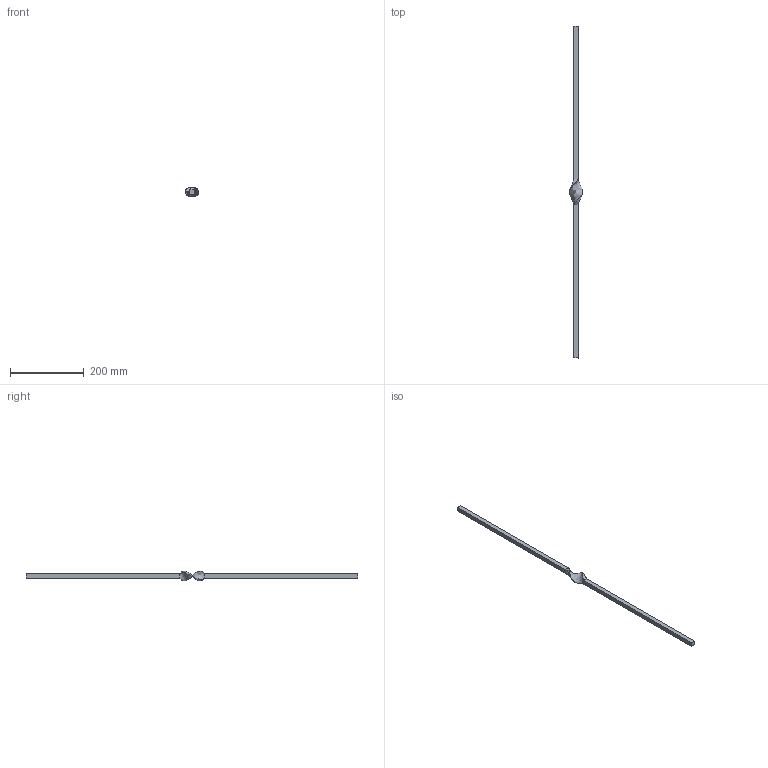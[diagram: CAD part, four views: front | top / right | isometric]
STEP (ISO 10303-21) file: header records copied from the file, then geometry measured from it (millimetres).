
FILE_DESCRIPTION (( 'STEP AP203' ), '1' );
FILE_NAME ('1102.STEP', '2021-02-01T15:02:41', ( '' ), ( '' ), 'SwSTEP 2.0', 'SolidWorks 2018', '' );
FILE_SCHEMA (( 'CONFIG_CONTROL_DESIGN' ));
Length unit declared in the file: millimetre
Products named in the file (2): 1102
Bounding box: 35.1 x 900 x 25.62 mm (x, y, z)
Volume: 131140.1 mm3; surface area: 45274.8 mm2
Topology: 1 solids, 1 shells, 206 faces, 553 edges, 366 vertices
Faces by surface type: plane 119, bspline 87
Entity records: 11330 total; most frequent: CARTESIAN_POINT 6642, ORIENTED_EDGE 1106, DIRECTION 609, EDGE_CURVE 553, LINE 367, VECTOR 367, VERTEX_POINT 366, EDGE_LOOP 223
